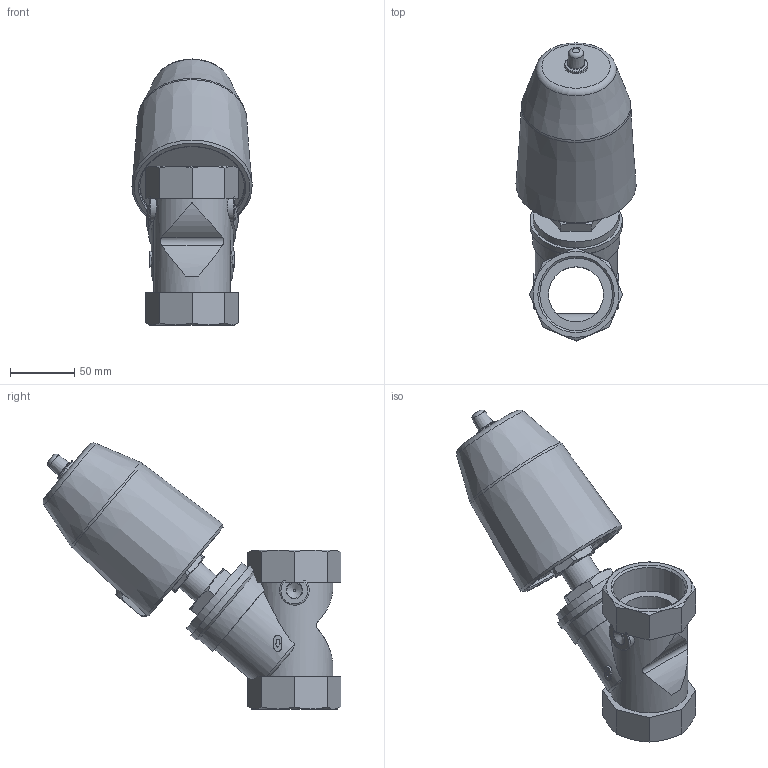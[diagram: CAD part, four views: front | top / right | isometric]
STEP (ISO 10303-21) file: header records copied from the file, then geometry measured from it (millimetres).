
FILE_DESCRIPTION(/* description */ ('STEP AP214'),/* implementation_level */ '2;1');
FILE_NAME(/* name */ '3536435_VZXF-L-M22C-M-A-G2-430-M1-H3ALT-80-16',/* time_stamp */ '2024-09-18T12:24:48+02:00',/* author */ ('License CC BY-ND 4.0'),/* organization */ ('CADENAS'),/* preprocessor_version */ 'ST-DEVELOPER v19.3',/* originating_system */ 'PARTsolutions',/* authorisation */ ' ');
FILE_SCHEMA (('AUTOMOTIVE_DESIGN {1 0 10303 214 3 1 1}'));
Length unit declared in the file: millimetre
Products named in the file (2): 3536435 VZXF-L-M22C-M-A-G2-430-M1-H3ALT-80-16; 1001805 VZXF-L-M22C-M-A-G2-430-H3ALT-80-16---(V)
Assembly tree (1 placements, depth 2):
  3536435 VZXF-L-M22C-M-A-G2-430-M1-H3ALT-80-16
    1001805 VZXF-L-M22C-M-A-G2-430-H3ALT-80-16---(V)
Bounding box: 93.7 x 232.26 x 207.5 mm (x, y, z)
Volume: 1026734.5 mm3; surface area: 106656.7 mm2
Topology: 1 solids, 1 shells, 164 faces, 401 edges, 255 vertices
Faces by surface type: plane 77, cone 41, cylinder 35, torus 11
Full cylindrical faces by diameter (mm): 8.566 x1, 18.2 x1, 26 x1, 43 x1, 56.656 x2, 67 x1, 81.7 x1
Entity records: 4970 total; most frequent: CARTESIAN_POINT 1295, ORIENTED_EDGE 736, DIRECTION 731, EDGE_CURVE 368, AXIS2_PLACEMENT_3D 300, VERTEX_POINT 248, EDGE_LOOP 208, FACE_BOUND 208
